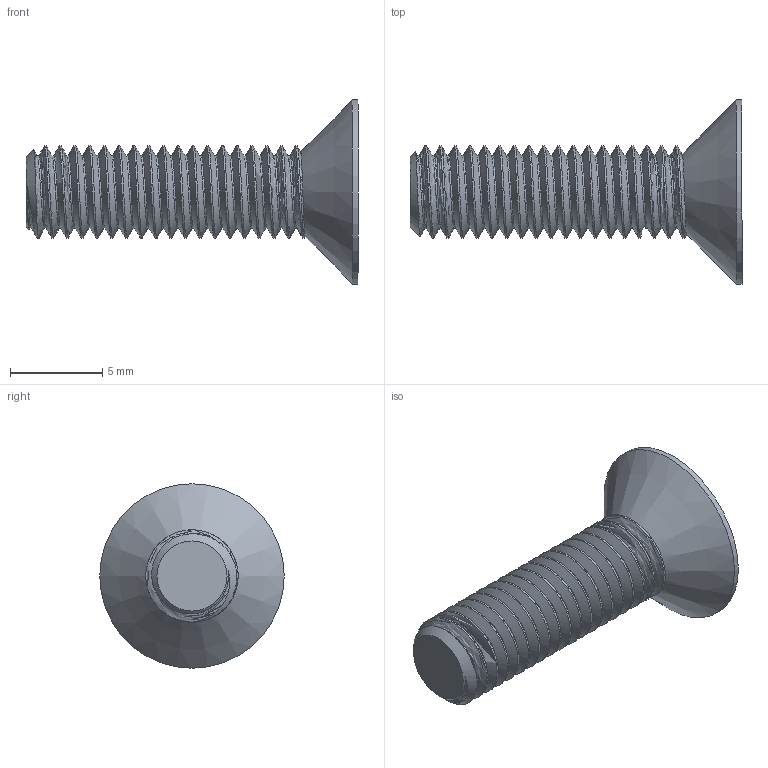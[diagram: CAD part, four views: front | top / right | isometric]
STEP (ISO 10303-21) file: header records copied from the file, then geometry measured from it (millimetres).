
FILE_DESCRIPTION(/* description */ (''),/* implementation_level */ '2;1');
FILE_NAME(/* name */ 'M5x18FHCS-0 v1.step',/* time_stamp */ '2020-09-14T14:40:33-04:00',/* author */ (''),/* organization */ (''),/* preprocessor_version */ 'ST-DEVELOPER v18.1',/* originating_system */ 'Autodesk Translation Framework v9.3.0.1241',/* authorisation */ '');
FILE_SCHEMA (('AUTOMOTIVE_DESIGN { 1 0 10303 214 3 1 1 }'));
Length unit declared in the file: millimetre
Products named in the file (2): M5x18FHCS-0; 92125A213
Assembly tree (1 placements, depth 2):
  M5x18FHCS-0
    92125A213
Bounding box: 18 x 10 x 10 mm (x, y, z)
Volume: 363.6 mm3; surface area: 573.8 mm2
Topology: 1 solids, 1 shells, 59 faces, 153 edges, 97 vertices
Faces by surface type: cylinder 39, cone 9, plane 9, bspline 2
Full cylindrical faces by diameter (mm): 3.961 x17, 5 x17, 10 x1
Entity records: 5854 total; most frequent: CARTESIAN_POINT 4536, ORIENTED_EDGE 306, DIRECTION 198, EDGE_CURVE 153, VERTEX_POINT 97, B_SPLINE_CURVE_WITH_KNOTS 82, AXIS2_PLACEMENT_3D 73, EDGE_LOOP 60
